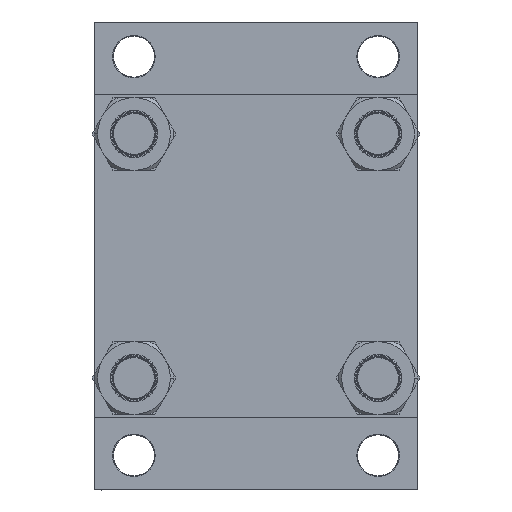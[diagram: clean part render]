
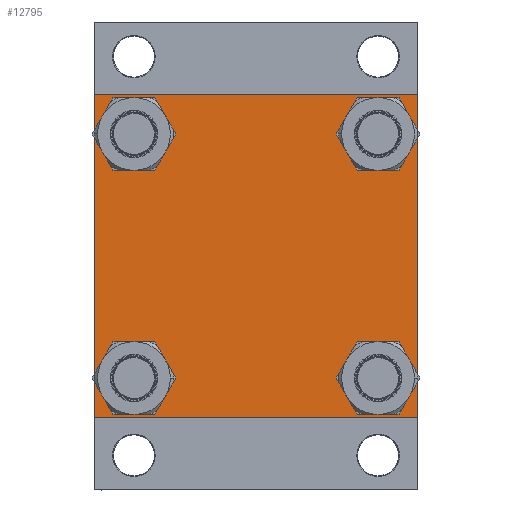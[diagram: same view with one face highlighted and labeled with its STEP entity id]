
A CAD part, left-side view. The second image highlights one B-rep face of the part: STEP entity #12795.
In plain terms, the highlighted planar face has unit normal (-1, 0, 0).
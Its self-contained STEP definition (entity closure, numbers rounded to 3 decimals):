
#163 = LINE ( 'NONE', #11729, #10471 ) ;
#447 = EDGE_CURVE ( 'NONE', #3758, #15584, #34027, .T. ) ;
#741 = CARTESIAN_POINT ( 'NONE',  ( 0., -102., -102.5 ) ) ;
#1317 = EDGE_CURVE ( 'NONE', #45244, #33241, #163, .T. ) ;
#1911 = CARTESIAN_POINT ( 'NONE',  ( 0., -102.25, -102.25 ) ) ;
#2119 = EDGE_CURVE ( 'NONE', #15584, #25643, #22691, .T. ) ;
#2180 = EDGE_CURVE ( 'NONE', #34456, #32909, #24113, .T. ) ;
#2485 = DIRECTION ( 'NONE',  ( 0., 0., 1. ) ) ;
#2815 = CARTESIAN_POINT ( 'NONE',  ( 0., 77.45, 63.45 ) ) ;
#2874 = DIRECTION ( 'NONE',  ( 0., 0., 1. ) ) ;
#2894 = VERTEX_POINT ( 'NONE', #18608 ) ;
#2915 = AXIS2_PLACEMENT_3D ( 'NONE', #44265, #25944, #11950 ) ;
#3373 = CARTESIAN_POINT ( 'NONE',  ( 0., -77.45, -63.45 ) ) ;
#3758 = VERTEX_POINT ( 'NONE', #42335 ) ;
#3914 = EDGE_CURVE ( 'NONE', #40972, #25340, #9747, .T. ) ;
#4095 = CARTESIAN_POINT ( 'NONE',  ( 0., -102.5, 102.5 ) ) ;
#4210 = VERTEX_POINT ( 'NONE', #24755 ) ;
#4245 = CIRCLE ( 'NONE', #14258, 14. ) ;
#4353 = EDGE_CURVE ( 'NONE', #34456, #33241, #10527, .T. ) ;
#4896 = VECTOR ( 'NONE', #36647, 1000. ) ;
#5357 = AXIS2_PLACEMENT_3D ( 'NONE', #14735, #18818, #26064 ) ;
#5726 = ORIENTED_EDGE ( 'NONE', *, *, #11820, .T. ) ;
#5864 = DIRECTION ( 'NONE',  ( 1., 0., 0. ) ) ;
#6757 = ORIENTED_EDGE ( 'NONE', *, *, #37211, .T. ) ;
#6915 = EDGE_CURVE ( 'NONE', #2894, #34794, #19093, .T. ) ;
#6951 = AXIS2_PLACEMENT_3D ( 'NONE', #7703, #37124, #15413 ) ;
#7230 = FACE_BOUND ( 'NONE', #31774, .T. ) ;
#7596 = CARTESIAN_POINT ( 'NONE',  ( 0., 102., 102.5 ) ) ;
#7703 = CARTESIAN_POINT ( 'NONE',  ( 0., -77.45, -77.45 ) ) ;
#8445 = CARTESIAN_POINT ( 'NONE',  ( 0., -77.45, 91.45 ) ) ;
#8542 = AXIS2_PLACEMENT_3D ( 'NONE', #39977, #22111, #10797 ) ;
#9743 = ORIENTED_EDGE ( 'NONE', *, *, #13734, .T. ) ;
#9747 = CIRCLE ( 'NONE', #32105, 14. ) ;
#10111 = DIRECTION ( 'NONE',  ( 0., -0.707, 0.707 ) ) ;
#10471 = VECTOR ( 'NONE', #26430, 1000. ) ;
#10527 = LINE ( 'NONE', #11481, #45211 ) ;
#10617 = FACE_BOUND ( 'NONE', #43645, .T. ) ;
#10797 = DIRECTION ( 'NONE',  ( 0., 0., 1. ) ) ;
#11330 = ORIENTED_EDGE ( 'NONE', *, *, #1317, .T. ) ;
#11481 = CARTESIAN_POINT ( 'NONE',  ( 0., 102.5, 102.5 ) ) ;
#11729 = CARTESIAN_POINT ( 'NONE',  ( 0., -102.25, 102.25 ) ) ;
#11820 = EDGE_CURVE ( 'NONE', #27517, #16166, #25430, .T. ) ;
#11950 = DIRECTION ( 'NONE',  ( 0., 0., 1. ) ) ;
#11983 = ORIENTED_EDGE ( 'NONE', *, *, #12398, .T. ) ;
#11994 = ORIENTED_EDGE ( 'NONE', *, *, #2119, .T. ) ;
#12098 = CARTESIAN_POINT ( 'NONE',  ( 0., 102.25, -102.25 ) ) ;
#12398 = EDGE_CURVE ( 'NONE', #16166, #27517, #17652, .T. ) ;
#12795 = ADVANCED_FACE ( 'NONE', ( #7230, #32320, #10617, #47040, #39800 ), #13988, .T. ) ;
#13332 = DIRECTION ( 'NONE',  ( 0., 0., 1. ) ) ;
#13734 = EDGE_CURVE ( 'NONE', #34794, #2894, #43078, .T. ) ;
#13988 = PLANE ( 'NONE',  #46923 ) ;
#14258 = AXIS2_PLACEMENT_3D ( 'NONE', #35517, #5864, #2485 ) ;
#14704 = LINE ( 'NONE', #4095, #4896 ) ;
#14735 = CARTESIAN_POINT ( 'NONE',  ( 0., 77.45, -77.45 ) ) ;
#14896 = ORIENTED_EDGE ( 'NONE', *, *, #4353, .F. ) ;
#15413 = DIRECTION ( 'NONE',  ( 0., 0., 1. ) ) ;
#15463 = ORIENTED_EDGE ( 'NONE', *, *, #27476, .T. ) ;
#15584 = VERTEX_POINT ( 'NONE', #17712 ) ;
#15660 = ORIENTED_EDGE ( 'NONE', *, *, #17455, .T. ) ;
#15823 = EDGE_LOOP ( 'NONE', ( #15463, #32340, #11994, #26849, #41345, #11330, #14896, #18943 ) ) ;
#16166 = VERTEX_POINT ( 'NONE', #3373 ) ;
#16489 = LINE ( 'NONE', #39161, #47183 ) ;
#17455 = EDGE_CURVE ( 'NONE', #39844, #19689, #29351, .T. ) ;
#17652 = CIRCLE ( 'NONE', #39235, 14. ) ;
#17712 = CARTESIAN_POINT ( 'NONE',  ( 0., 102., -102.5 ) ) ;
#17806 = CARTESIAN_POINT ( 'NONE',  ( 0., 77.45, 77.45 ) ) ;
#18076 = DIRECTION ( 'NONE',  ( -1., 0., 0. ) ) ;
#18608 = CARTESIAN_POINT ( 'NONE',  ( 0., 77.45, -91.45 ) ) ;
#18818 = DIRECTION ( 'NONE',  ( 1., 0., 0. ) ) ;
#18943 = ORIENTED_EDGE ( 'NONE', *, *, #2180, .T. ) ;
#19093 = CIRCLE ( 'NONE', #37588, 14. ) ;
#19689 = VERTEX_POINT ( 'NONE', #24387 ) ;
#20209 = CARTESIAN_POINT ( 'NONE',  ( 0., 77.45, -63.45 ) ) ;
#21042 = CARTESIAN_POINT ( 'NONE',  ( 0., -77.45, -77.45 ) ) ;
#22111 = DIRECTION ( 'NONE',  ( 1., 0., 0. ) ) ;
#22691 = LINE ( 'NONE', #44652, #33584 ) ;
#24113 = LINE ( 'NONE', #24354, #34328 ) ;
#24354 = CARTESIAN_POINT ( 'NONE',  ( 0., 102.25, 102.25 ) ) ;
#24387 = CARTESIAN_POINT ( 'NONE',  ( 0., -77.45, 63.45 ) ) ;
#24668 = DIRECTION ( 'NONE',  ( 1., 0., 0. ) ) ;
#24755 = CARTESIAN_POINT ( 'NONE',  ( 0., -102.5, -102. ) ) ;
#25340 = VERTEX_POINT ( 'NONE', #2815 ) ;
#25430 = CIRCLE ( 'NONE', #6951, 14. ) ;
#25643 = VERTEX_POINT ( 'NONE', #741 ) ;
#25944 = DIRECTION ( 'NONE',  ( 1., 0., 0. ) ) ;
#26064 = DIRECTION ( 'NONE',  ( 0., 0., 1. ) ) ;
#26430 = DIRECTION ( 'NONE',  ( 0., 0.707, 0.707 ) ) ;
#26849 = ORIENTED_EDGE ( 'NONE', *, *, #36441, .T. ) ;
#27476 = EDGE_CURVE ( 'NONE', #32909, #3758, #16489, .T. ) ;
#27517 = VERTEX_POINT ( 'NONE', #39638 ) ;
#28707 = CARTESIAN_POINT ( 'NONE',  ( 0., 0., 0. ) ) ;
#29321 = DIRECTION ( 'NONE',  ( 0., -1., 0. ) ) ;
#29351 = CIRCLE ( 'NONE', #8542, 14. ) ;
#29413 = DIRECTION ( 'NONE',  ( 0., 0., 1. ) ) ;
#30966 = DIRECTION ( 'NONE',  ( 0., 0., 1. ) ) ;
#31199 = DIRECTION ( 'NONE',  ( 0., 0., -1. ) ) ;
#31210 = CARTESIAN_POINT ( 'NONE',  ( 0., 77.45, -77.45 ) ) ;
#31774 = EDGE_LOOP ( 'NONE', ( #15660, #6757 ) ) ;
#32105 = AXIS2_PLACEMENT_3D ( 'NONE', #17806, #32517, #2874 ) ;
#32320 = FACE_BOUND ( 'NONE', #42602, .T. ) ;
#32340 = ORIENTED_EDGE ( 'NONE', *, *, #447, .T. ) ;
#32517 = DIRECTION ( 'NONE',  ( 1., 0., 0. ) ) ;
#32909 = VERTEX_POINT ( 'NONE', #44218 ) ;
#32943 = CIRCLE ( 'NONE', #2915, 14. ) ;
#33241 = VERTEX_POINT ( 'NONE', #34722 ) ;
#33584 = VECTOR ( 'NONE', #46552, 1000. ) ;
#34027 = LINE ( 'NONE', #12098, #35839 ) ;
#34276 = EDGE_CURVE ( 'NONE', #45244, #4210, #14704, .T. ) ;
#34328 = VECTOR ( 'NONE', #35932, 1000. ) ;
#34456 = VERTEX_POINT ( 'NONE', #7596 ) ;
#34722 = CARTESIAN_POINT ( 'NONE',  ( 0., -102., 102.5 ) ) ;
#34794 = VERTEX_POINT ( 'NONE', #20209 ) ;
#34815 = DIRECTION ( 'NONE',  ( 1., 0., 0. ) ) ;
#35444 = CARTESIAN_POINT ( 'NONE',  ( 0., 77.45, 91.45 ) ) ;
#35517 = CARTESIAN_POINT ( 'NONE',  ( 0., -77.45, 77.45 ) ) ;
#35839 = VECTOR ( 'NONE', #41512, 1000. ) ;
#35932 = DIRECTION ( 'NONE',  ( 0., 0.707, -0.707 ) ) ;
#36441 = EDGE_CURVE ( 'NONE', #25643, #4210, #38577, .T. ) ;
#36647 = DIRECTION ( 'NONE',  ( 0., 0., -1. ) ) ;
#37124 = DIRECTION ( 'NONE',  ( 1., 0., 0. ) ) ;
#37211 = EDGE_CURVE ( 'NONE', #19689, #39844, #4245, .T. ) ;
#37484 = CARTESIAN_POINT ( 'NONE',  ( 0., -102.5, 102. ) ) ;
#37588 = AXIS2_PLACEMENT_3D ( 'NONE', #31210, #34815, #30966 ) ;
#38577 = LINE ( 'NONE', #1911, #45793 ) ;
#39161 = CARTESIAN_POINT ( 'NONE',  ( 0., 102.5, 102.5 ) ) ;
#39235 = AXIS2_PLACEMENT_3D ( 'NONE', #21042, #24668, #13332 ) ;
#39638 = CARTESIAN_POINT ( 'NONE',  ( 0., -77.45, -91.45 ) ) ;
#39800 = FACE_OUTER_BOUND ( 'NONE', #15823, .T. ) ;
#39844 = VERTEX_POINT ( 'NONE', #8445 ) ;
#39977 = CARTESIAN_POINT ( 'NONE',  ( 0., -77.45, 77.45 ) ) ;
#40685 = EDGE_LOOP ( 'NONE', ( #44304, #40920 ) ) ;
#40920 = ORIENTED_EDGE ( 'NONE', *, *, #43261, .T. ) ;
#40972 = VERTEX_POINT ( 'NONE', #35444 ) ;
#41345 = ORIENTED_EDGE ( 'NONE', *, *, #34276, .F. ) ;
#41512 = DIRECTION ( 'NONE',  ( 0., -0.707, -0.707 ) ) ;
#41572 = ORIENTED_EDGE ( 'NONE', *, *, #6915, .T. ) ;
#42335 = CARTESIAN_POINT ( 'NONE',  ( 0., 102.5, -102. ) ) ;
#42602 = EDGE_LOOP ( 'NONE', ( #11983, #5726 ) ) ;
#43078 = CIRCLE ( 'NONE', #5357, 14. ) ;
#43261 = EDGE_CURVE ( 'NONE', #25340, #40972, #32943, .T. ) ;
#43645 = EDGE_LOOP ( 'NONE', ( #9743, #41572 ) ) ;
#44218 = CARTESIAN_POINT ( 'NONE',  ( 0., 102.5, 102. ) ) ;
#44265 = CARTESIAN_POINT ( 'NONE',  ( 0., 77.45, 77.45 ) ) ;
#44304 = ORIENTED_EDGE ( 'NONE', *, *, #3914, .T. ) ;
#44652 = CARTESIAN_POINT ( 'NONE',  ( 0., 102.5, -102.5 ) ) ;
#45211 = VECTOR ( 'NONE', #29321, 1000. ) ;
#45244 = VERTEX_POINT ( 'NONE', #37484 ) ;
#45793 = VECTOR ( 'NONE', #10111, 1000. ) ;
#46552 = DIRECTION ( 'NONE',  ( 0., -1., 0. ) ) ;
#46923 = AXIS2_PLACEMENT_3D ( 'NONE', #28707, #18076, #29413 ) ;
#47040 = FACE_BOUND ( 'NONE', #40685, .T. ) ;
#47183 = VECTOR ( 'NONE', #31199, 1000. ) ;
